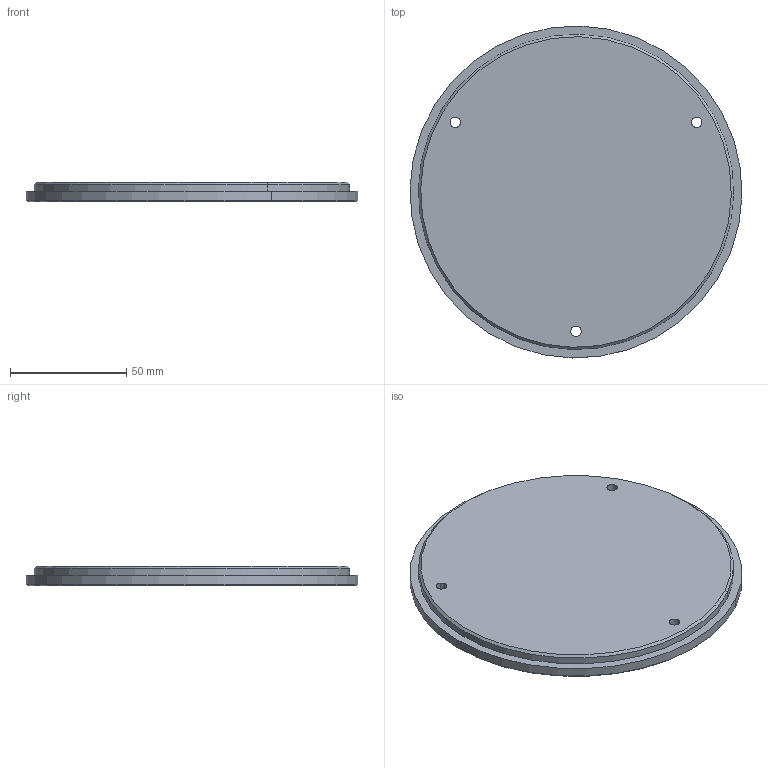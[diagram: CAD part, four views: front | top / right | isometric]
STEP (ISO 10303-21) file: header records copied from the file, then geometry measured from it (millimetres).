
FILE_DESCRIPTION(('CATIA V5 STEP Exchange'),'2;1');
FILE_NAME('FLASQUE MOTEUR HD9.stp','2021-02-16T09:29:44+00:00',('none'),('none'),'CATIA Version 5-6 Release 2019 SP3','CATIA V5 STEP AP203 v1','none');
FILE_SCHEMA(('CONFIG_CONTROL_DESIGN'));
Length unit declared in the file: millimetre
Products named in the file (1): FLASQUE MOTEUR HD9
Bounding box: 142.96 x 142.96 x 8.5 mm (x, y, z)
Volume: 128783.4 mm3; surface area: 35938.6 mm2
Topology: 1 solids, 1 shells, 26 faces, 56 edges, 36 vertices
Faces by surface type: cylinder 16, plane 6, cone 4
Entity records: 681 total; most frequent: ORIENTED_EDGE 112, CARTESIAN_POINT 107, DIRECTION 84, EDGE_CURVE 56, AXIS2_PLACEMENT_3D 51, CIRCLE 36, EDGE_LOOP 36, VERTEX_POINT 36
